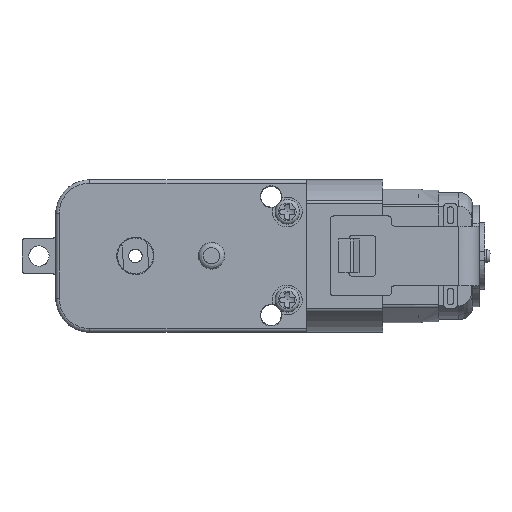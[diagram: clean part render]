
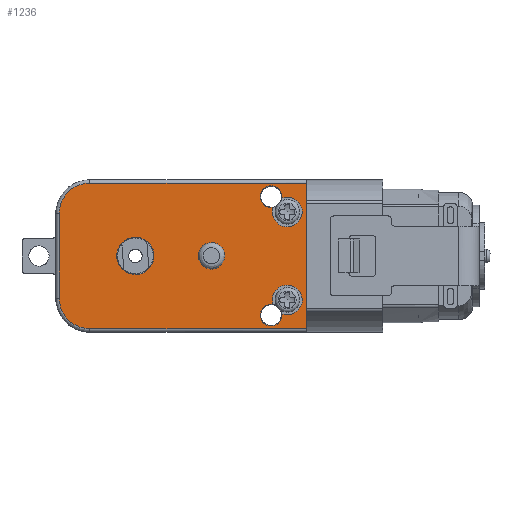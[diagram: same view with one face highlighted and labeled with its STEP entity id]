
A CAD part, top view. The second image highlights one B-rep face of the part: STEP entity #1236.
In plain terms, the highlighted free-form (B-spline) face has degree [1, 1] with [2, 2] control points.
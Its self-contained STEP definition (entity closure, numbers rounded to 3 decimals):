
#1236 = ADVANCED_FACE('',(#1237,#1251,#1265,#1311,#1335),#1359,.T.);
#1237 = FACE_BOUND('',#1238,.T.);
#1238 = EDGE_LOOP('',(#1239));
#1239 = ORIENTED_EDGE('',*,*,#1240,.F.);
#1240 = EDGE_CURVE('',#1241,#1241,#1243,.T.);
#1241 = VERTEX_POINT('',#1242);
#1242 = CARTESIAN_POINT('',(15.853,0.,11.097));
#1243 = ( BOUNDED_CURVE() B_SPLINE_CURVE(2,(#1244,#1245,#1246,#1247,
#1248,#1249,#1250),.UNSPECIFIED.,.T.,.F.) B_SPLINE_CURVE_WITH_KNOTS((1,2
    ,2,2,2,1),(-2.094,0.,2.094,4.189,
6.283,8.378),.UNSPECIFIED.) CURVE() 
GEOMETRIC_REPRESENTATION_ITEM() RATIONAL_B_SPLINE_CURVE((1.,0.5,1.,0.5,
1.,0.5,1.)) REPRESENTATION_ITEM('') );
#1244 = CARTESIAN_POINT('',(15.853,0.,11.097));
#1245 = CARTESIAN_POINT('',(15.853,5.207,
    11.097));
#1246 = CARTESIAN_POINT('',(11.343,2.604,
    11.097));
#1247 = CARTESIAN_POINT('',(6.833,0.,
    11.097));
#1248 = CARTESIAN_POINT('',(11.343,-2.604,
    11.097));
#1249 = CARTESIAN_POINT('',(15.853,-5.207,
    11.097));
#1250 = CARTESIAN_POINT('',(15.853,0.,11.097));
#1251 = FACE_BOUND('',#1252,.T.);
#1252 = EDGE_LOOP('',(#1253));
#1253 = ORIENTED_EDGE('',*,*,#1254,.F.);
#1254 = EDGE_CURVE('',#1255,#1255,#1257,.T.);
#1255 = VERTEX_POINT('',#1256);
#1256 = CARTESIAN_POINT('',(27.277,0.,11.097));
#1257 = ( BOUNDED_CURVE() B_SPLINE_CURVE(2,(#1258,#1259,#1260,#1261,
#1262,#1263,#1264),.UNSPECIFIED.,.T.,.F.) B_SPLINE_CURVE_WITH_KNOTS((1,2
    ,2,2,2,1),(-2.094,0.,2.094,4.189,
6.283,8.378),.UNSPECIFIED.) CURVE() 
GEOMETRIC_REPRESENTATION_ITEM() RATIONAL_B_SPLINE_CURVE((1.,0.5,1.,0.5,
1.,0.5,1.)) REPRESENTATION_ITEM('') );
#1258 = CARTESIAN_POINT('',(27.277,0.,11.097));
#1259 = CARTESIAN_POINT('',(27.277,3.693,
    11.097));
#1260 = CARTESIAN_POINT('',(24.08,1.846,
    11.097));
#1261 = CARTESIAN_POINT('',(20.882,0.,
    11.097));
#1262 = CARTESIAN_POINT('',(24.08,-1.846,
    11.097));
#1263 = CARTESIAN_POINT('',(27.277,-3.693,
    11.097));
#1264 = CARTESIAN_POINT('',(27.277,0.,11.097));
#1265 = FACE_BOUND('',#1266,.T.);
#1266 = EDGE_LOOP('',(#1267,#1277,#1284,#1292,#1299,#1306));
#1267 = ORIENTED_EDGE('',*,*,#1268,.T.);
#1268 = EDGE_CURVE('',#1269,#1271,#1273,.T.);
#1269 = VERTEX_POINT('',#1270);
#1270 = CARTESIAN_POINT('',(5.466,11.753,
    11.097));
#1271 = VERTEX_POINT('',#1272);
#1272 = CARTESIAN_POINT('',(0.547,6.833,
    11.097));
#1273 = ( BOUNDED_CURVE() B_SPLINE_CURVE(2,(#1274,#1275,#1276),
.UNSPECIFIED.,.F.,.F.) B_SPLINE_CURVE_WITH_KNOTS((3,3),(1.571,
3.142),.PIECEWISE_BEZIER_KNOTS.) CURVE() 
GEOMETRIC_REPRESENTATION_ITEM() RATIONAL_B_SPLINE_CURVE((1.,
0.707,1.)) REPRESENTATION_ITEM('') );
#1274 = CARTESIAN_POINT('',(5.466,11.753,
    11.097));
#1275 = CARTESIAN_POINT('',(0.547,11.753,
    11.097));
#1276 = CARTESIAN_POINT('',(0.547,6.833,
    11.097));
#1277 = ORIENTED_EDGE('',*,*,#1278,.T.);
#1278 = EDGE_CURVE('',#1271,#1279,#1281,.T.);
#1279 = VERTEX_POINT('',#1280);
#1280 = CARTESIAN_POINT('',(0.547,-6.833,
    11.097));
#1281 = B_SPLINE_CURVE_WITH_KNOTS('',1,(#1282,#1283),.UNSPECIFIED.,.F.,
  .F.,(2,2),(-6.25,6.25),.PIECEWISE_BEZIER_KNOTS.);
#1282 = CARTESIAN_POINT('',(0.547,6.833,
    11.097));
#1283 = CARTESIAN_POINT('',(0.547,-6.833,
    11.097));
#1284 = ORIENTED_EDGE('',*,*,#1285,.F.);
#1285 = EDGE_CURVE('',#1286,#1279,#1288,.T.);
#1286 = VERTEX_POINT('',#1287);
#1287 = CARTESIAN_POINT('',(5.466,-11.753,
    11.097));
#1288 = ( BOUNDED_CURVE() B_SPLINE_CURVE(2,(#1289,#1290,#1291),
.UNSPECIFIED.,.F.,.F.) B_SPLINE_CURVE_WITH_KNOTS((3,3),(1.571,
3.142),.PIECEWISE_BEZIER_KNOTS.) CURVE() 
GEOMETRIC_REPRESENTATION_ITEM() RATIONAL_B_SPLINE_CURVE((1.,
0.707,1.)) REPRESENTATION_ITEM('') );
#1289 = CARTESIAN_POINT('',(5.466,-11.753,
    11.097));
#1290 = CARTESIAN_POINT('',(0.547,-11.753,
    11.097));
#1291 = CARTESIAN_POINT('',(0.547,-6.833,
    11.097));
#1292 = ORIENTED_EDGE('',*,*,#1293,.F.);
#1293 = EDGE_CURVE('',#1294,#1286,#1296,.T.);
#1294 = VERTEX_POINT('',#1295);
#1295 = CARTESIAN_POINT('',(40.506,-11.753,
    11.097));
#1296 = B_SPLINE_CURVE_WITH_KNOTS('',1,(#1297,#1298),.UNSPECIFIED.,.F.,
  .F.,(2,2),(-32.05,0.),.PIECEWISE_BEZIER_KNOTS.);
#1297 = CARTESIAN_POINT('',(40.506,-11.753,
    11.097));
#1298 = CARTESIAN_POINT('',(5.466,-11.753,
    11.097));
#1299 = ORIENTED_EDGE('',*,*,#1300,.T.);
#1300 = EDGE_CURVE('',#1294,#1301,#1303,.T.);
#1301 = VERTEX_POINT('',#1302);
#1302 = CARTESIAN_POINT('',(40.506,11.753,
    11.097));
#1303 = B_SPLINE_CURVE_WITH_KNOTS('',1,(#1304,#1305),.UNSPECIFIED.,.F.,
  .F.,(2,2),(-10.75,10.75),.PIECEWISE_BEZIER_KNOTS.);
#1304 = CARTESIAN_POINT('',(40.506,-11.753,
    11.097));
#1305 = CARTESIAN_POINT('',(40.506,11.753,
    11.097));
#1306 = ORIENTED_EDGE('',*,*,#1307,.T.);
#1307 = EDGE_CURVE('',#1301,#1269,#1308,.T.);
#1308 = B_SPLINE_CURVE_WITH_KNOTS('',1,(#1309,#1310),.UNSPECIFIED.,.F.,
  .F.,(2,2),(-32.05,0.),.PIECEWISE_BEZIER_KNOTS.);
#1309 = CARTESIAN_POINT('',(40.506,11.753,
    11.097));
#1310 = CARTESIAN_POINT('',(5.466,11.753,
    11.097));
#1311 = FACE_BOUND('',#1312,.T.);
#1312 = EDGE_LOOP('',(#1313,#1325));
#1313 = ORIENTED_EDGE('',*,*,#1314,.F.);
#1314 = EDGE_CURVE('',#1315,#1317,#1319,.T.);
#1315 = VERTEX_POINT('',#1316);
#1316 = CARTESIAN_POINT('',(36.501,9.341,
    11.097));
#1317 = VERTEX_POINT('',#1318);
#1318 = CARTESIAN_POINT('',(35.103,7.85,
    11.097));
#1319 = ( BOUNDED_CURVE() B_SPLINE_CURVE(2,(#1320,#1321,#1322,#1323,
#1324),.UNSPECIFIED.,.F.,.F.) B_SPLINE_CURVE_WITH_KNOTS((3,2,3),(
    6.154,8.672,11.189),
.PIECEWISE_BEZIER_KNOTS.) CURVE() GEOMETRIC_REPRESENTATION_ITEM() 
RATIONAL_B_SPLINE_CURVE((1.,0.307,1.,0.307,1.)) 
REPRESENTATION_ITEM('') );
#1320 = CARTESIAN_POINT('',(36.501,9.341,
    11.097));
#1321 = CARTESIAN_POINT('',(37.199,14.718,
    11.097));
#1322 = CARTESIAN_POINT('',(33.49,10.763,
    11.097));
#1323 = CARTESIAN_POINT('',(29.782,6.807,
    11.097));
#1324 = CARTESIAN_POINT('',(35.103,7.85,
    11.097));
#1325 = ORIENTED_EDGE('',*,*,#1326,.F.);
#1326 = EDGE_CURVE('',#1317,#1315,#1327,.T.);
#1327 = ( BOUNDED_CURVE() B_SPLINE_CURVE(2,(#1328,#1329,#1330,#1331,
#1332,#1333,#1334),.UNSPECIFIED.,.F.,.F.) B_SPLINE_CURVE_WITH_KNOTS((3,2
    ,2,3),(2.827,4.629,6.431,8.233),
.PIECEWISE_BEZIER_KNOTS.) CURVE() GEOMETRIC_REPRESENTATION_ITEM() 
RATIONAL_B_SPLINE_CURVE((1.,0.621,1.,0.621,1.,
0.621,1.)) REPRESENTATION_ITEM('') );
#1328 = CARTESIAN_POINT('',(35.103,7.85,
    11.097));
#1329 = CARTESIAN_POINT('',(34.164,4.962,
    11.097));
#1330 = CARTESIAN_POINT('',(37.19,4.709,
    11.097));
#1331 = CARTESIAN_POINT('',(40.216,4.457,
    11.097));
#1332 = CARTESIAN_POINT('',(39.769,7.46,
    11.097));
#1333 = CARTESIAN_POINT('',(39.322,10.464,
    11.097));
#1334 = CARTESIAN_POINT('',(36.501,9.341,
    11.097));
#1335 = FACE_BOUND('',#1336,.T.);
#1336 = EDGE_LOOP('',(#1337,#1349));
#1337 = ORIENTED_EDGE('',*,*,#1338,.T.);
#1338 = EDGE_CURVE('',#1339,#1341,#1343,.T.);
#1339 = VERTEX_POINT('',#1340);
#1340 = CARTESIAN_POINT('',(36.501,-9.341,
    11.097));
#1341 = VERTEX_POINT('',#1342);
#1342 = CARTESIAN_POINT('',(35.103,-7.85,
    11.097));
#1343 = ( BOUNDED_CURVE() B_SPLINE_CURVE(2,(#1344,#1345,#1346,#1347,
#1348),.UNSPECIFIED.,.F.,.F.) B_SPLINE_CURVE_WITH_KNOTS((3,2,3),(
    6.154,8.672,11.189),
.PIECEWISE_BEZIER_KNOTS.) CURVE() GEOMETRIC_REPRESENTATION_ITEM() 
RATIONAL_B_SPLINE_CURVE((1.,0.307,1.,0.307,1.)) 
REPRESENTATION_ITEM('') );
#1344 = CARTESIAN_POINT('',(36.501,-9.341,
    11.097));
#1345 = CARTESIAN_POINT('',(37.199,-14.718,
    11.097));
#1346 = CARTESIAN_POINT('',(33.49,-10.763,
    11.097));
#1347 = CARTESIAN_POINT('',(29.782,-6.807,
    11.097));
#1348 = CARTESIAN_POINT('',(35.103,-7.85,
    11.097));
#1349 = ORIENTED_EDGE('',*,*,#1350,.T.);
#1350 = EDGE_CURVE('',#1341,#1339,#1351,.T.);
#1351 = ( BOUNDED_CURVE() B_SPLINE_CURVE(2,(#1352,#1353,#1354,#1355,
#1356,#1357,#1358),.UNSPECIFIED.,.F.,.F.) B_SPLINE_CURVE_WITH_KNOTS((3,2
    ,2,3),(2.827,4.629,6.431,8.233),
.PIECEWISE_BEZIER_KNOTS.) CURVE() GEOMETRIC_REPRESENTATION_ITEM() 
RATIONAL_B_SPLINE_CURVE((1.,0.621,1.,0.621,1.,
0.621,1.)) REPRESENTATION_ITEM('') );
#1352 = CARTESIAN_POINT('',(35.103,-7.85,
    11.097));
#1353 = CARTESIAN_POINT('',(34.164,-4.962,
    11.097));
#1354 = CARTESIAN_POINT('',(37.19,-4.709,
    11.097));
#1355 = CARTESIAN_POINT('',(40.216,-4.457,
    11.097));
#1356 = CARTESIAN_POINT('',(39.769,-7.46,
    11.097));
#1357 = CARTESIAN_POINT('',(39.322,-10.464,
    11.097));
#1358 = CARTESIAN_POINT('',(36.501,-9.341,
    11.097));
#1359 = B_SPLINE_SURFACE_WITH_KNOTS('',1,1,(
    (#1360,#1361)
    ,(#1362,#1363
    )),.UNSPECIFIED.,.F.,.F.,.F.,(2,2),(2,2),(0.5,37.05),(-10.75,10.75),
  .PIECEWISE_BEZIER_KNOTS.);
#1360 = CARTESIAN_POINT('',(0.547,-11.753,
    11.097));
#1361 = CARTESIAN_POINT('',(0.547,11.753,
    11.097));
#1362 = CARTESIAN_POINT('',(40.506,-11.753,
    11.097));
#1363 = CARTESIAN_POINT('',(40.506,11.753,
    11.097));
